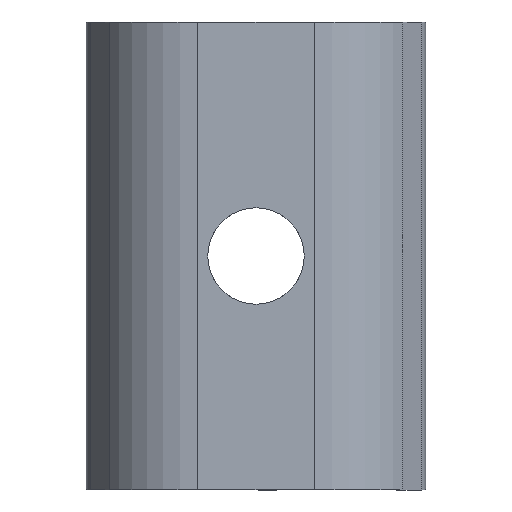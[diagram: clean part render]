
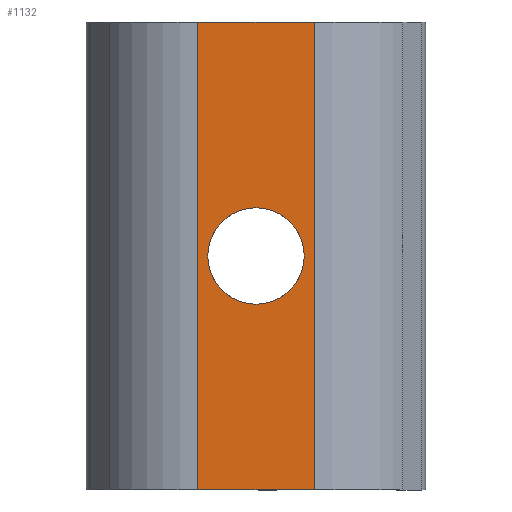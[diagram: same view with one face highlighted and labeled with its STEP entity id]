
A CAD part, front view. The second image highlights one B-rep face of the part: STEP entity #1132.
In plain terms, the highlighted planar face has unit normal (0, -1, 0).
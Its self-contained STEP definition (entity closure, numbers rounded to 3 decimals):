
#41 = EDGE_CURVE ( 'NONE', #1229, #1071, #1097, .T. ) ;
#76 = ORIENTED_EDGE ( 'NONE', *, *, #997, .T. ) ;
#179 = CARTESIAN_POINT ( 'NONE',  ( -1.989, -4.6, -8. ) ) ;
#213 = DIRECTION ( 'NONE',  ( 0., 0., 1. ) ) ;
#215 = DIRECTION ( 'NONE',  ( 0., -1., 0. ) ) ;
#217 = CARTESIAN_POINT ( 'NONE',  ( 0., -4.6, 0. ) ) ;
#227 = ORIENTED_EDGE ( 'NONE', *, *, #1159, .F. ) ;
#251 = DIRECTION ( 'NONE',  ( 0., 0., 1. ) ) ;
#252 = DIRECTION ( 'NONE',  ( 0., 1., 0. ) ) ;
#258 = PLANE ( 'NONE',  #942 ) ;
#263 = CARTESIAN_POINT ( 'NONE',  ( -4.01, -4.6, 8. ) ) ;
#270 = AXIS2_PLACEMENT_3D ( 'NONE', #217, #215, #213 ) ;
#296 = AXIS2_PLACEMENT_3D ( 'NONE', #788, #786, #381 ) ;
#308 = CARTESIAN_POINT ( 'NONE',  ( 0., -4.6, 1.65 ) ) ;
#332 = CARTESIAN_POINT ( 'NONE',  ( 1.989, -4.6, -8. ) ) ;
#355 = CARTESIAN_POINT ( 'NONE',  ( -1.989, -4.6, 8. ) ) ;
#381 = DIRECTION ( 'NONE',  ( 0., 0., 1. ) ) ;
#387 = CIRCLE ( 'NONE', #296, 1.65 ) ;
#418 = VERTEX_POINT ( 'NONE', #937 ) ;
#438 = DIRECTION ( 'NONE',  ( 1., 0., 0. ) ) ;
#457 = CARTESIAN_POINT ( 'NONE',  ( -5.8, -4.6, -8. ) ) ;
#472 = DIRECTION ( 'NONE',  ( 1., 0., 0. ) ) ;
#483 = CARTESIAN_POINT ( 'NONE',  ( -4.01, -4.6, 8. ) ) ;
#521 = ORIENTED_EDGE ( 'NONE', *, *, #963, .F. ) ;
#542 = ORIENTED_EDGE ( 'NONE', *, *, #621, .F. ) ;
#619 = VECTOR ( 'NONE', #651, 1000. ) ;
#621 = EDGE_CURVE ( 'NONE', #1105, #687, #387, .T. ) ;
#633 = LINE ( 'NONE', #659, #619 ) ;
#651 = DIRECTION ( 'NONE',  ( 0., 0., -1. ) ) ;
#659 = CARTESIAN_POINT ( 'NONE',  ( 1.989, -4.6, 8. ) ) ;
#687 = VERTEX_POINT ( 'NONE', #699 ) ;
#699 = CARTESIAN_POINT ( 'NONE',  ( 0., -4.6, -1.65 ) ) ;
#700 = EDGE_LOOP ( 'NONE', ( #542, #227 ) ) ;
#725 = LINE ( 'NONE', #483, #729 ) ;
#729 = VECTOR ( 'NONE', #472, 1000. ) ;
#733 = LINE ( 'NONE', #457, #791 ) ;
#752 = EDGE_CURVE ( 'NONE', #418, #1098, #633, .T. ) ;
#758 = EDGE_LOOP ( 'NONE', ( #991, #521, #1063, #76 ) ) ;
#771 = CARTESIAN_POINT ( 'NONE',  ( -1.989, -4.6, 8. ) ) ;
#774 = DIRECTION ( 'NONE',  ( 0., 0., 1. ) ) ;
#786 = DIRECTION ( 'NONE',  ( 0., -1., 0. ) ) ;
#788 = CARTESIAN_POINT ( 'NONE',  ( 0., -4.6, 0. ) ) ;
#791 = VECTOR ( 'NONE', #438, 1000. ) ;
#937 = CARTESIAN_POINT ( 'NONE',  ( 1.989, -4.6, 8. ) ) ;
#942 = AXIS2_PLACEMENT_3D ( 'NONE', #263, #252, #251 ) ;
#963 = EDGE_CURVE ( 'NONE', #1071, #418, #725, .T. ) ;
#976 = FACE_BOUND ( 'NONE', #700, .T. ) ;
#989 = FACE_OUTER_BOUND ( 'NONE', #758, .T. ) ;
#991 = ORIENTED_EDGE ( 'NONE', *, *, #752, .F. ) ;
#997 = EDGE_CURVE ( 'NONE', #1229, #1098, #733, .T. ) ;
#1017 = CIRCLE ( 'NONE', #270, 1.65 ) ;
#1063 = ORIENTED_EDGE ( 'NONE', *, *, #41, .F. ) ;
#1071 = VERTEX_POINT ( 'NONE', #355 ) ;
#1097 = LINE ( 'NONE', #771, #1230 ) ;
#1098 = VERTEX_POINT ( 'NONE', #332 ) ;
#1105 = VERTEX_POINT ( 'NONE', #308 ) ;
#1132 = ADVANCED_FACE ( 'NONE', ( #989, #976 ), #258, .F. ) ;
#1159 = EDGE_CURVE ( 'NONE', #687, #1105, #1017, .T. ) ;
#1229 = VERTEX_POINT ( 'NONE', #179 ) ;
#1230 = VECTOR ( 'NONE', #774, 1000. ) ;
